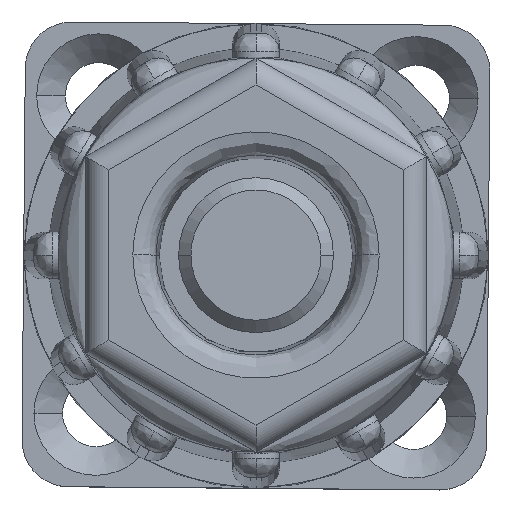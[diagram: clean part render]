
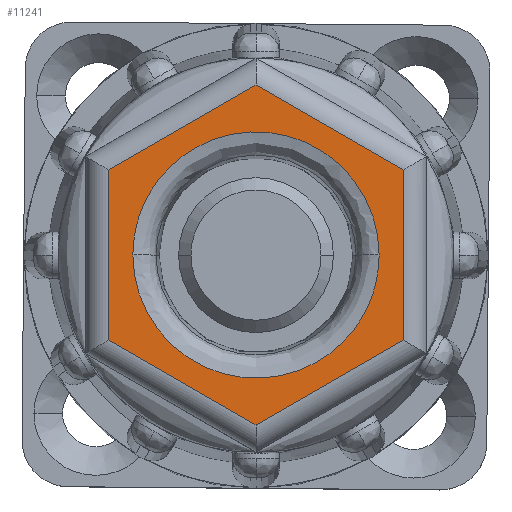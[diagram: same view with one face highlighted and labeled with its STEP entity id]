
A CAD part, top view. The second image highlights one B-rep face of the part: STEP entity #11241.
In plain terms, the highlighted planar face has unit normal (0, 0, 1).
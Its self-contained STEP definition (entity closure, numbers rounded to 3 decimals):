
#99 = CARTESIAN_POINT ( 'NONE',  ( -7.949, -15.897, 30. ) ) ;
#191 = DIRECTION ( 'NONE',  ( -0.866, -0.5, 0. ) ) ;
#466 = DIRECTION ( 'NONE',  ( 0.866, 0.5, 0. ) ) ;
#646 = CARTESIAN_POINT ( 'NONE',  ( 0., 10.97, 30. ) ) ;
#769 = LINE ( 'NONE', #7563, #6924 ) ;
#836 = VECTOR ( 'NONE', #1939, 1000. ) ;
#1330 = CARTESIAN_POINT ( 'NONE',  ( -7.949, 0., 30. ) ) ;
#1355 = EDGE_LOOP ( 'NONE', ( #8790, #3070 ) ) ;
#1503 = VECTOR ( 'NONE', #6229, 1000. ) ;
#1555 = PLANE ( 'NONE',  #13598 ) ;
#1607 = CARTESIAN_POINT ( 'NONE',  ( 11., 6.351, 30. ) ) ;
#1861 = ORIENTED_EDGE ( 'NONE', *, *, #8887, .F. ) ;
#1873 = VERTEX_POINT ( 'NONE', #8362 ) ;
#1880 = ORIENTED_EDGE ( 'NONE', *, *, #5722, .F. ) ;
#1939 = DIRECTION ( 'NONE',  ( 0., -1., 0. ) ) ;
#2430 = CARTESIAN_POINT ( 'NONE',  ( 7.949, 15.897, 30. ) ) ;
#2476 = ORIENTED_EDGE ( 'NONE', *, *, #12172, .F. ) ;
#2843 = DIRECTION ( 'NONE',  ( -1., 0., 0. ) ) ;
#3070 = ORIENTED_EDGE ( 'NONE', *, *, #12578, .F. ) ;
#3201 = LINE ( 'NONE', #7260, #6489 ) ;
#3650 = CARTESIAN_POINT ( 'NONE',  ( -7.949, 0., 30. ) ) ;
#4174 = VERTEX_POINT ( 'NONE', #4275 ) ;
#4225 = VERTEX_POINT ( 'NONE', #5902 ) ;
#4275 = CARTESIAN_POINT ( 'NONE',  ( -9.5, 5.485, 30. ) ) ;
#4390 = ORIENTED_EDGE ( 'NONE', *, *, #10704, .F. ) ;
#4814 = LINE ( 'NONE', #15503, #13915 ) ;
#4968 = CARTESIAN_POINT ( 'NONE',  ( 7.949, -15.897, 30. ) ) ;
#5054 =( BOUNDED_CURVE ( )  B_SPLINE_CURVE ( 3, ( #9835, #2430, #11066, #3650 ),
 .UNSPECIFIED., .F., .F. ) 
 B_SPLINE_CURVE_WITH_KNOTS ( ( 4, 4 ),
 ( 0., 1. ),
 .UNSPECIFIED. ) 
 CURVE ( )  GEOMETRIC_REPRESENTATION_ITEM ( )  RATIONAL_B_SPLINE_CURVE ( ( 1., 0.333, 0.333, 1. ) ) 
 REPRESENTATION_ITEM ( '' )  );
#5337 = VERTEX_POINT ( 'NONE', #5866 ) ;
#5480 = EDGE_CURVE ( 'NONE', #8723, #10629, #10486, .T. ) ;
#5722 = EDGE_CURVE ( 'NONE', #1873, #4174, #4814, .T. ) ;
#5749 = LINE ( 'NONE', #14147, #15207 ) ;
#5866 = CARTESIAN_POINT ( 'NONE',  ( 9.5, 5.485, 30. ) ) ;
#5902 = CARTESIAN_POINT ( 'NONE',  ( 9.5, -5.485, 30. ) ) ;
#6229 = DIRECTION ( 'NONE',  ( -0.866, 0.5, 0. ) ) ;
#6489 = VECTOR ( 'NONE', #8567, 1000. ) ;
#6689 = CARTESIAN_POINT ( 'NONE',  ( 7.949, 0., 30. ) ) ;
#6924 = VECTOR ( 'NONE', #191, 1000. ) ;
#7260 = CARTESIAN_POINT ( 'NONE',  ( 10.25, 5.052, 30. ) ) ;
#7317 = CARTESIAN_POINT ( 'NONE',  ( 0., -10.97, 30. ) ) ;
#7563 = CARTESIAN_POINT ( 'NONE',  ( 15.75, -1.876, 30. ) ) ;
#7652 = EDGE_LOOP ( 'NONE', ( #1861, #8786, #1880, #2476, #11878, #4390 ) ) ;
#8096 = CARTESIAN_POINT ( 'NONE',  ( 9.5, 6.351, 30. ) ) ;
#8218 = EDGE_CURVE ( 'NONE', #4225, #13696, #769, .T. ) ;
#8362 = CARTESIAN_POINT ( 'NONE',  ( -9.5, -5.485, 30. ) ) ;
#8521 = EDGE_CURVE ( 'NONE', #4174, #9934, #5749, .T. ) ;
#8567 = DIRECTION ( 'NONE',  ( 0.866, -0.5, 0. ) ) ;
#8723 = VERTEX_POINT ( 'NONE', #9301 ) ;
#8786 = ORIENTED_EDGE ( 'NONE', *, *, #8521, .F. ) ;
#8790 = ORIENTED_EDGE ( 'NONE', *, *, #5480, .F. ) ;
#8887 = EDGE_CURVE ( 'NONE', #9934, #5337, #3201, .T. ) ;
#9301 = CARTESIAN_POINT ( 'NONE',  ( -7.949, 0., 30. ) ) ;
#9835 = CARTESIAN_POINT ( 'NONE',  ( 7.949, 0., 30. ) ) ;
#9934 = VERTEX_POINT ( 'NONE', #646 ) ;
#9959 = CARTESIAN_POINT ( 'NONE',  ( 7.949, 0., 30. ) ) ;
#10256 = DIRECTION ( 'NONE',  ( 0., 0., -1. ) ) ;
#10486 =( BOUNDED_CURVE ( )  B_SPLINE_CURVE ( 3, ( #1330, #99, #4968, #9959 ),
 .UNSPECIFIED., .F., .F. ) 
 B_SPLINE_CURVE_WITH_KNOTS ( ( 4, 4 ),
 ( 0., 1. ),
 .UNSPECIFIED. ) 
 CURVE ( )  GEOMETRIC_REPRESENTATION_ITEM ( )  RATIONAL_B_SPLINE_CURVE ( ( 1., 0.333, 0.333, 1. ) ) 
 REPRESENTATION_ITEM ( '' )  );
#10629 = VERTEX_POINT ( 'NONE', #6689 ) ;
#10704 = EDGE_CURVE ( 'NONE', #5337, #4225, #13925, .T. ) ;
#10977 = LINE ( 'NONE', #13612, #1503 ) ;
#11066 = CARTESIAN_POINT ( 'NONE',  ( -7.949, 15.897, 30. ) ) ;
#11241 = ADVANCED_FACE ( 'NONE', ( #14132, #13727 ), #1555, .F. ) ;
#11878 = ORIENTED_EDGE ( 'NONE', *, *, #8218, .F. ) ;
#12172 = EDGE_CURVE ( 'NONE', #13696, #1873, #10977, .T. ) ;
#12578 = EDGE_CURVE ( 'NONE', #10629, #8723, #5054, .T. ) ;
#13598 = AXIS2_PLACEMENT_3D ( 'NONE', #1607, #10256, #2843 ) ;
#13612 = CARTESIAN_POINT ( 'NONE',  ( 0.75, -11.403, 30. ) ) ;
#13696 = VERTEX_POINT ( 'NONE', #7317 ) ;
#13727 = FACE_OUTER_BOUND ( 'NONE', #7652, .T. ) ;
#13915 = VECTOR ( 'NONE', #14295, 1000. ) ;
#13925 = LINE ( 'NONE', #8096, #836 ) ;
#14132 = FACE_BOUND ( 'NONE', #1355, .T. ) ;
#14147 = CARTESIAN_POINT ( 'NONE',  ( 6.25, 14.578, 30. ) ) ;
#14295 = DIRECTION ( 'NONE',  ( 0., 1., 0. ) ) ;
#15207 = VECTOR ( 'NONE', #466, 1000. ) ;
#15503 = CARTESIAN_POINT ( 'NONE',  ( -9.5, 6.351, 30. ) ) ;
